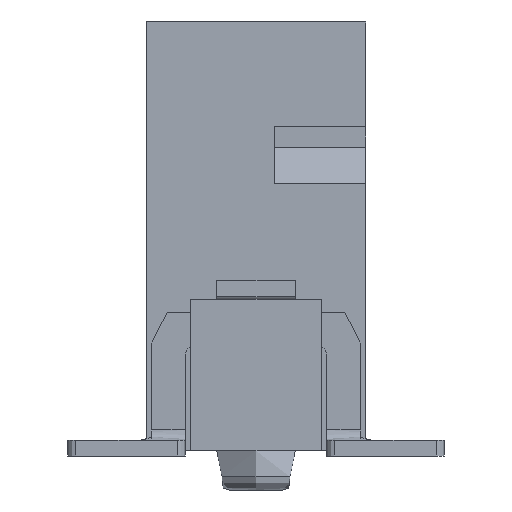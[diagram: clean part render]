
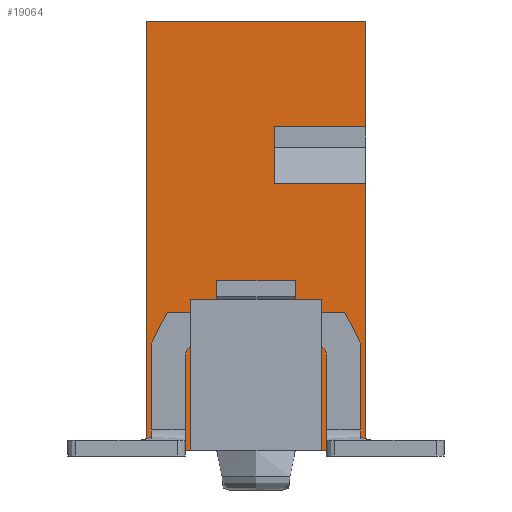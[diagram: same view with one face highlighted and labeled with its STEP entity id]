
A CAD part, left-side view. The second image highlights one B-rep face of the part: STEP entity #19064.
In plain terms, the highlighted planar face has unit normal (-1, 0, 0).
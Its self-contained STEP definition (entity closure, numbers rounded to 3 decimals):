
#17046=CARTESIAN_POINT('',(-11.525,-2.1,-3.725));
#17047=VERTEX_POINT('',#17046);
#17054=CARTESIAN_POINT('',(-11.525,-1.25,-3.725));
#17055=VERTEX_POINT('',#17054);
#17056=CARTESIAN_POINT('',(-11.525,-2.1,-3.725));
#17057=DIRECTION('',(0.,1.,0.));
#17058=VECTOR('',#17057,0.85);
#17059=LINE('',#17056,#17058);
#17060=EDGE_CURVE('',#17047,#17055,#17059,.T.);
#17078=CARTESIAN_POINT('',(-11.525,1.25,-3.725));
#17079=VERTEX_POINT('',#17078);
#17086=CARTESIAN_POINT('',(-11.525,2.1,-3.725));
#17087=VERTEX_POINT('',#17086);
#17088=CARTESIAN_POINT('',(-11.525,1.25,-3.725));
#17089=DIRECTION('',(0.,1.,0.));
#17090=VECTOR('',#17089,0.85);
#17091=LINE('',#17088,#17090);
#17092=EDGE_CURVE('',#17079,#17087,#17091,.T.);
#18883=CARTESIAN_POINT('',(-11.525,2.1,-3.725));
#18884=DIRECTION('',(0.,0.,1.));
#18885=DIRECTION('',(-1.,0.,0.));
#18886=AXIS2_PLACEMENT_3D('',#18883,#18885,#18884);
#18887=PLANE('',#18886);
#18888=CARTESIAN_POINT('',(-11.525,0.9,-1.825));
#18889=VERTEX_POINT('',#18888);
#18890=CARTESIAN_POINT('',(-11.525,0.75,-1.975));
#18891=VERTEX_POINT('',#18890);
#18892=CARTESIAN_POINT('',(-11.525,0.9,-1.825));
#18893=DIRECTION('',(0.,-0.707,-0.707));
#18894=VECTOR('',#18893,0.212);
#18895=LINE('',#18892,#18894);
#18896=EDGE_CURVE('',#18889,#18891,#18895,.T.);
#18897=ORIENTED_EDGE('',*,*,#18896,.T.);
#18898=CARTESIAN_POINT('',(-11.525,0.75,-2.725));
#18899=VERTEX_POINT('',#18898);
#18900=CARTESIAN_POINT('',(-11.525,0.75,-1.975));
#18901=DIRECTION('',(0.,0.,-1.));
#18902=VECTOR('',#18901,0.75);
#18903=LINE('',#18900,#18902);
#18904=EDGE_CURVE('',#18891,#18899,#18903,.T.);
#18905=ORIENTED_EDGE('',*,*,#18904,.T.);
#18906=CARTESIAN_POINT('',(-11.525,0.7,-2.725));
#18907=VERTEX_POINT('',#18906);
#18908=CARTESIAN_POINT('',(-11.525,0.75,-2.725));
#18909=DIRECTION('',(0.,-1.,0.));
#18910=VECTOR('',#18909,0.05);
#18911=LINE('',#18908,#18910);
#18912=EDGE_CURVE('',#18899,#18907,#18911,.T.);
#18913=ORIENTED_EDGE('',*,*,#18912,.T.);
#18914=CARTESIAN_POINT('',(-11.525,0.7,-3.625));
#18915=VERTEX_POINT('',#18914);
#18916=CARTESIAN_POINT('',(-11.525,0.7,-2.725));
#18917=DIRECTION('',(0.,0.,-1.));
#18918=VECTOR('',#18917,0.9);
#18919=LINE('',#18916,#18918);
#18920=EDGE_CURVE('',#18907,#18915,#18919,.T.);
#18921=ORIENTED_EDGE('',*,*,#18920,.T.);
#18922=CARTESIAN_POINT('',(-11.525,-0.7,-3.625));
#18923=VERTEX_POINT('',#18922);
#18924=CARTESIAN_POINT('',(-11.525,0.7,-3.625));
#18925=DIRECTION('',(0.,-1.,0.));
#18926=VECTOR('',#18925,1.4);
#18927=LINE('',#18924,#18926);
#18928=EDGE_CURVE('',#18915,#18923,#18927,.T.);
#18929=ORIENTED_EDGE('',*,*,#18928,.T.);
#18930=CARTESIAN_POINT('',(-11.525,-0.7,-2.725));
#18931=VERTEX_POINT('',#18930);
#18932=CARTESIAN_POINT('',(-11.525,-0.7,-3.625));
#18933=DIRECTION('',(0.,0.,1.));
#18934=VECTOR('',#18933,0.9);
#18935=LINE('',#18932,#18934);
#18936=EDGE_CURVE('',#18923,#18931,#18935,.T.);
#18937=ORIENTED_EDGE('',*,*,#18936,.T.);
#18938=CARTESIAN_POINT('',(-11.525,-0.75,-2.725));
#18939=VERTEX_POINT('',#18938);
#18940=CARTESIAN_POINT('',(-11.525,-0.7,-2.725));
#18941=DIRECTION('',(0.,-1.,0.));
#18942=VECTOR('',#18941,0.05);
#18943=LINE('',#18940,#18942);
#18944=EDGE_CURVE('',#18931,#18939,#18943,.T.);
#18945=ORIENTED_EDGE('',*,*,#18944,.T.);
#18946=CARTESIAN_POINT('',(-11.525,-0.75,-1.975));
#18947=VERTEX_POINT('',#18946);
#18948=CARTESIAN_POINT('',(-11.525,-0.75,-2.725));
#18949=DIRECTION('',(0.,0.,1.));
#18950=VECTOR('',#18949,0.75);
#18951=LINE('',#18948,#18950);
#18952=EDGE_CURVE('',#18939,#18947,#18951,.T.);
#18953=ORIENTED_EDGE('',*,*,#18952,.T.);
#18954=CARTESIAN_POINT('',(-11.525,-0.9,-1.825));
#18955=VERTEX_POINT('',#18954);
#18956=CARTESIAN_POINT('',(-11.525,-0.75,-1.975));
#18957=DIRECTION('',(0.,-0.707,0.707));
#18958=VECTOR('',#18957,0.212);
#18959=LINE('',#18956,#18958);
#18960=EDGE_CURVE('',#18947,#18955,#18959,.T.);
#18961=ORIENTED_EDGE('',*,*,#18960,.T.);
#18962=CARTESIAN_POINT('',(-11.525,-1.1,-1.825));
#18963=VERTEX_POINT('',#18962);
#18964=CARTESIAN_POINT('',(-11.525,-0.9,-1.825));
#18965=DIRECTION('',(0.,-1.,0.));
#18966=VECTOR('',#18965,0.2);
#18967=LINE('',#18964,#18966);
#18968=EDGE_CURVE('',#18955,#18963,#18967,.T.);
#18969=ORIENTED_EDGE('',*,*,#18968,.T.);
#18970=CARTESIAN_POINT('',(-11.525,-1.25,-1.975));
#18971=VERTEX_POINT('',#18970);
#18972=CARTESIAN_POINT('',(-11.525,-1.1,-1.825));
#18973=DIRECTION('',(0.,-0.707,-0.707));
#18974=VECTOR('',#18973,0.212);
#18975=LINE('',#18972,#18974);
#18976=EDGE_CURVE('',#18963,#18971,#18975,.T.);
#18977=ORIENTED_EDGE('',*,*,#18976,.T.);
#18978=CARTESIAN_POINT('',(-11.525,-1.25,-1.975));
#18979=DIRECTION('',(0.,0.,-1.));
#18980=VECTOR('',#18979,1.75);
#18981=LINE('',#18978,#18980);
#18982=EDGE_CURVE('',#18971,#17055,#18981,.T.);
#18983=ORIENTED_EDGE('',*,*,#18982,.T.);
#18984=ORIENTED_EDGE('',*,*,#17060,.F.);
#18985=CARTESIAN_POINT('',(-11.525,-2.1,1.382));
#18986=VERTEX_POINT('',#18985);
#18987=CARTESIAN_POINT('',(-11.525,-2.1,-3.725));
#18988=DIRECTION('',(0.,0.,1.));
#18989=VECTOR('',#18988,5.107);
#18990=LINE('',#18987,#18989);
#18991=EDGE_CURVE('',#17047,#18986,#18990,.T.);
#18992=ORIENTED_EDGE('',*,*,#18991,.T.);
#18993=CARTESIAN_POINT('',(-11.525,-0.35,1.382));
#18994=VERTEX_POINT('',#18993);
#18995=CARTESIAN_POINT('',(-11.525,-2.1,1.382));
#18996=DIRECTION('',(0.,1.,0.));
#18997=VECTOR('',#18996,1.75);
#18998=LINE('',#18995,#18997);
#18999=EDGE_CURVE('',#18986,#18994,#18998,.T.);
#19000=ORIENTED_EDGE('',*,*,#18999,.T.);
#19001=CARTESIAN_POINT('',(-11.525,-0.35,2.475));
#19002=VERTEX_POINT('',#19001);
#19003=CARTESIAN_POINT('',(-11.525,-0.35,1.382));
#19004=DIRECTION('',(0.,0.,1.));
#19005=VECTOR('',#19004,1.093);
#19006=LINE('',#19003,#19005);
#19007=EDGE_CURVE('',#18994,#19002,#19006,.T.);
#19008=ORIENTED_EDGE('',*,*,#19007,.T.);
#19009=CARTESIAN_POINT('',(-11.525,-2.1,2.475));
#19010=VERTEX_POINT('',#19009);
#19011=CARTESIAN_POINT('',(-11.525,-0.35,2.475));
#19012=DIRECTION('',(0.,-1.,0.));
#19013=VECTOR('',#19012,1.75);
#19014=LINE('',#19011,#19013);
#19015=EDGE_CURVE('',#19002,#19010,#19014,.T.);
#19016=ORIENTED_EDGE('',*,*,#19015,.T.);
#19017=CARTESIAN_POINT('',(-11.525,-2.1,4.475));
#19018=VERTEX_POINT('',#19017);
#19019=CARTESIAN_POINT('',(-11.525,-2.1,2.475));
#19020=DIRECTION('',(0.,0.,1.));
#19021=VECTOR('',#19020,2.);
#19022=LINE('',#19019,#19021);
#19023=EDGE_CURVE('',#19010,#19018,#19022,.T.);
#19024=ORIENTED_EDGE('',*,*,#19023,.T.);
#19025=CARTESIAN_POINT('',(-11.525,2.1,4.475));
#19026=VERTEX_POINT('',#19025);
#19027=CARTESIAN_POINT('',(-11.525,-2.1,4.475));
#19028=DIRECTION('',(0.,1.,0.));
#19029=VECTOR('',#19028,4.2);
#19030=LINE('',#19027,#19029);
#19031=EDGE_CURVE('',#19018,#19026,#19030,.T.);
#19032=ORIENTED_EDGE('',*,*,#19031,.T.);
#19033=CARTESIAN_POINT('',(-11.525,2.1,4.475));
#19034=DIRECTION('',(0.,0.,-1.));
#19035=VECTOR('',#19034,8.2);
#19036=LINE('',#19033,#19035);
#19037=EDGE_CURVE('',#19026,#17087,#19036,.T.);
#19038=ORIENTED_EDGE('',*,*,#19037,.T.);
#19039=ORIENTED_EDGE('',*,*,#17092,.F.);
#19040=CARTESIAN_POINT('',(-11.525,1.25,-1.975));
#19041=VERTEX_POINT('',#19040);
#19042=CARTESIAN_POINT('',(-11.525,1.25,-3.725));
#19043=DIRECTION('',(0.,0.,1.));
#19044=VECTOR('',#19043,1.75);
#19045=LINE('',#19042,#19044);
#19046=EDGE_CURVE('',#17079,#19041,#19045,.T.);
#19047=ORIENTED_EDGE('',*,*,#19046,.T.);
#19048=CARTESIAN_POINT('',(-11.525,1.1,-1.825));
#19049=VERTEX_POINT('',#19048);
#19050=CARTESIAN_POINT('',(-11.525,1.25,-1.975));
#19051=DIRECTION('',(0.,-0.707,0.707));
#19052=VECTOR('',#19051,0.212);
#19053=LINE('',#19050,#19052);
#19054=EDGE_CURVE('',#19041,#19049,#19053,.T.);
#19055=ORIENTED_EDGE('',*,*,#19054,.T.);
#19056=CARTESIAN_POINT('',(-11.525,1.1,-1.825));
#19057=DIRECTION('',(0.,-1.,0.));
#19058=VECTOR('',#19057,0.2);
#19059=LINE('',#19056,#19058);
#19060=EDGE_CURVE('',#19049,#18889,#19059,.T.);
#19061=ORIENTED_EDGE('',*,*,#19060,.T.);
#19062=EDGE_LOOP('',(#18897,#18905,#18913,#18921,#18929,#18937,#18945,#18953,#18961,#18969,#18977,#18983,#18984,#18992,#19000,#19008,#19016,#19024,#19032,#19038,#19039,#19047,#19055,#19061));
#19063=FACE_OUTER_BOUND('',#19062,.T.);
#19064=ADVANCED_FACE('',(#19063),#18887,.T.);
